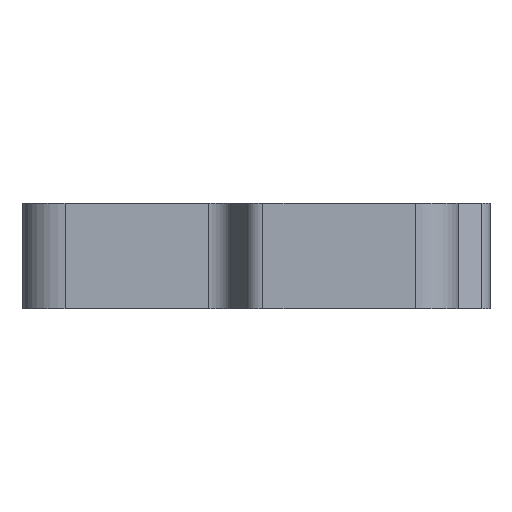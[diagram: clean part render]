
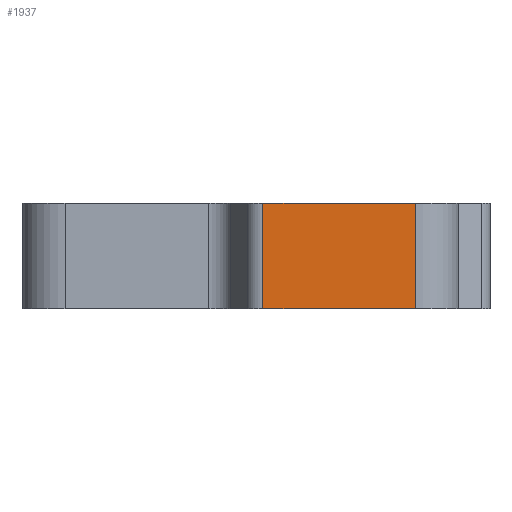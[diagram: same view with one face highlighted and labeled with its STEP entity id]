
A CAD part, left-side view. The second image highlights one B-rep face of the part: STEP entity #1937.
In plain terms, the highlighted planar face has unit normal (-1, 0, 0).
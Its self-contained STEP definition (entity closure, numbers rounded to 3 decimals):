
#178=VERTEX_POINT('',#2754);
#179=VERTEX_POINT('',#2755);
#180=VERTEX_POINT('',#2757);
#181=VERTEX_POINT('',#2759);
#380=VECTOR('',#2226,1.);
#381=VECTOR('',#2227,1.);
#382=VECTOR('',#2228,1.);
#383=VECTOR('',#2229,1.);
#597=LINE('',#2753,#380);
#598=LINE('',#2756,#381);
#599=LINE('',#2758,#382);
#600=LINE('',#2760,#383);
#814=EDGE_CURVE('',#178,#179,#597,.T.);
#815=EDGE_CURVE('',#180,#178,#598,.T.);
#816=EDGE_CURVE('',#180,#181,#599,.T.);
#817=EDGE_CURVE('',#181,#179,#600,.T.);
#1117=ORIENTED_EDGE('',*,*,#814,.F.);
#1118=ORIENTED_EDGE('',*,*,#815,.F.);
#1119=ORIENTED_EDGE('',*,*,#816,.T.);
#1120=ORIENTED_EDGE('',*,*,#817,.T.);
#1723=EDGE_LOOP('',(#1117,#1118,#1119,#1120));
#1830=FACE_BOUND('',#1723,.T.);
#1937=ADVANCED_FACE('',(#1830),#3356,.T.);
#2040=AXIS2_PLACEMENT_3D('',#2752,#2225,$);
#2225=DIRECTION('',(-1.,0.,0.));
#2226=DIRECTION('',(0.,-1.,0.));
#2227=DIRECTION('',(0.,0.,1.));
#2228=DIRECTION('',(0.,-1.,0.));
#2229=DIRECTION('',(0.,0.,1.));
#2752=CARTESIAN_POINT('',(-8.75,-4.15,0.));
#2753=CARTESIAN_POINT('',(-8.75,7.195,6.15));
#2754=CARTESIAN_POINT('',(-8.75,7.195,6.15));
#2755=CARTESIAN_POINT('',(-8.75,-1.65,6.15));
#2756=CARTESIAN_POINT('',(-8.75,7.195,0.));
#2757=CARTESIAN_POINT('',(-8.75,7.195,0.));
#2758=CARTESIAN_POINT('',(-8.75,7.195,0.));
#2759=CARTESIAN_POINT('',(-8.75,-1.65,0.));
#2760=CARTESIAN_POINT('',(-8.75,-1.65,0.));
#3356=PLANE('',#2040);
